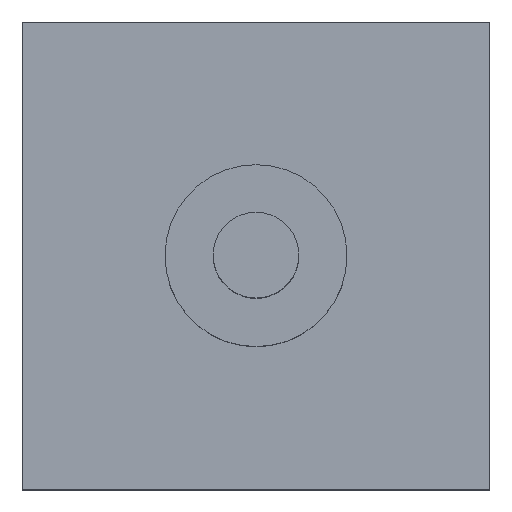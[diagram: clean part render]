
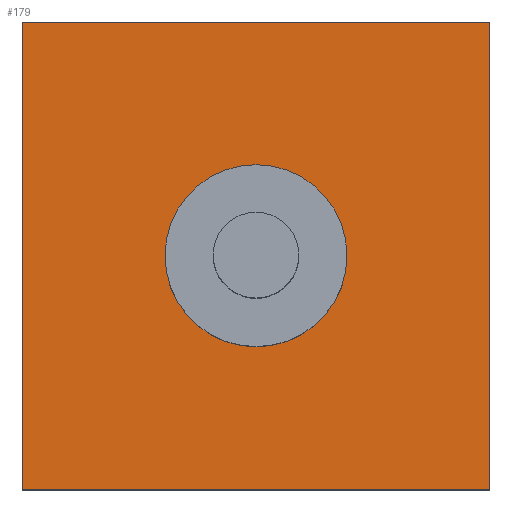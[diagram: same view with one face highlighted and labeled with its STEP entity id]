
A CAD part, top view. The second image highlights one B-rep face of the part: STEP entity #179.
In plain terms, the highlighted planar face has unit normal (0, 0, 1).
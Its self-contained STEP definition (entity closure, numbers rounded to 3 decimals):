
#50 = VERTEX_POINT('',#51);
#51 = CARTESIAN_POINT('',(0.,0.,3.));
#66 = VERTEX_POINT('',#67);
#67 = CARTESIAN_POINT('',(0.,18.,3.));
#73 = EDGE_CURVE('',#50,#66,#74,.T.);
#74 = LINE('',#75,#76);
#75 = CARTESIAN_POINT('',(0.,0.,3.));
#76 = VECTOR('',#77,1.);
#77 = DIRECTION('',(-0.,1.,0.));
#90 = VERTEX_POINT('',#91);
#91 = CARTESIAN_POINT('',(18.,0.,3.));
#106 = VERTEX_POINT('',#107);
#107 = CARTESIAN_POINT('',(18.,18.,3.));
#113 = EDGE_CURVE('',#90,#106,#114,.T.);
#114 = LINE('',#115,#116);
#115 = CARTESIAN_POINT('',(18.,0.,3.));
#116 = VECTOR('',#117,1.);
#117 = DIRECTION('',(-0.,1.,0.));
#134 = EDGE_CURVE('',#50,#90,#135,.T.);
#135 = LINE('',#136,#137);
#136 = CARTESIAN_POINT('',(0.,0.,3.));
#137 = VECTOR('',#138,1.);
#138 = DIRECTION('',(1.,0.,-0.));
#156 = EDGE_CURVE('',#66,#106,#157,.T.);
#157 = LINE('',#158,#159);
#158 = CARTESIAN_POINT('',(0.,18.,3.));
#159 = VECTOR('',#160,1.);
#160 = DIRECTION('',(1.,0.,-0.));
#179 = ADVANCED_FACE('',(#180),#186,.T.);
#180 = FACE_BOUND('',#181,.T.);
#181 = EDGE_LOOP('',(#182,#183,#184,#185));
#182 = ORIENTED_EDGE('',*,*,#73,.F.);
#183 = ORIENTED_EDGE('',*,*,#134,.T.);
#184 = ORIENTED_EDGE('',*,*,#113,.T.);
#185 = ORIENTED_EDGE('',*,*,#156,.F.);
#186 = PLANE('',#187);
#187 = AXIS2_PLACEMENT_3D('',#188,#189,#190);
#188 = CARTESIAN_POINT('',(0.,0.,3.));
#189 = DIRECTION('',(0.,0.,1.));
#190 = DIRECTION('',(1.,0.,-0.));
